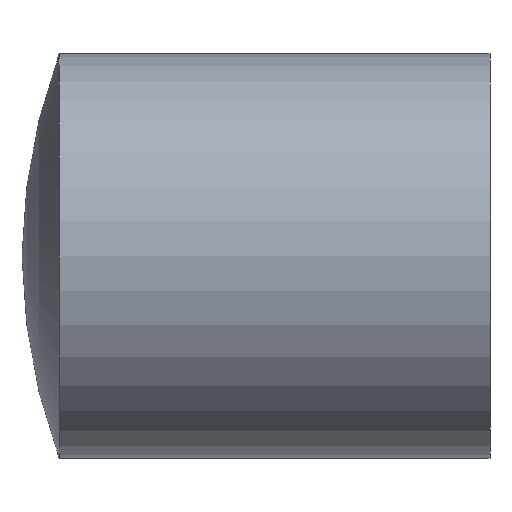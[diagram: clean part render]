
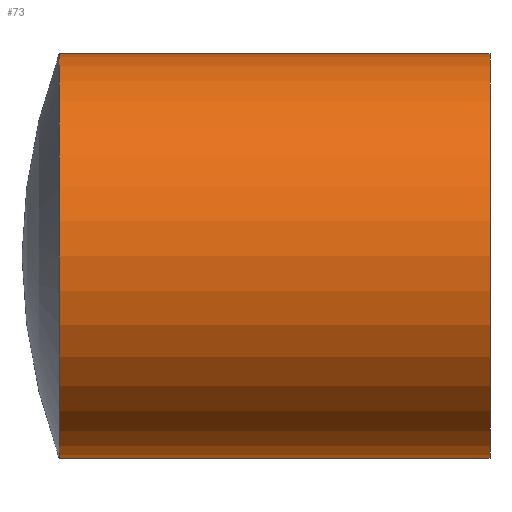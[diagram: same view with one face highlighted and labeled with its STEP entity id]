
A CAD part, left-side view. The second image highlights one B-rep face of the part: STEP entity #73.
In plain terms, the highlighted cylindrical face has radius 31.5 mm (diameter 63 mm), a partial arc.
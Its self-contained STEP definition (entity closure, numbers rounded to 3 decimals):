
#5 = ORIENTED_EDGE ( 'NONE', *, *, #51, .F. ) ;
#19 = CARTESIAN_POINT ( 'NONE',  ( 0., 67.143, 31.5 ) ) ;
#26 = ORIENTED_EDGE ( 'NONE', *, *, #144, .F. ) ;
#29 = VERTEX_POINT ( 'NONE', #36 ) ;
#33 = EDGE_LOOP ( 'NONE', ( #5, #293, #260, #26 ) ) ;
#36 = CARTESIAN_POINT ( 'NONE',  ( 0., 0., 31.5 ) ) ;
#39 = LINE ( 'NONE', #138, #162 ) ;
#43 = CARTESIAN_POINT ( 'NONE',  ( 0., 0., 0. ) ) ;
#45 = DIRECTION ( 'NONE',  ( 0., 0., -1. ) ) ;
#51 = EDGE_CURVE ( 'NONE', #150, #29, #63, .T. ) ;
#63 = LINE ( 'NONE', #163, #262 ) ;
#65 = CARTESIAN_POINT ( 'NONE',  ( 0., 0., 0. ) ) ;
#69 = CARTESIAN_POINT ( 'NONE',  ( 0., 67.143, -31.5 ) ) ;
#73 = ADVANCED_FACE ( 'NONE', ( #188 ), #280, .T. ) ;
#81 = AXIS2_PLACEMENT_3D ( 'NONE', #167, #268, #45 ) ;
#85 = EDGE_CURVE ( 'NONE', #157, #103, #39, .T. ) ;
#86 = CIRCLE ( 'NONE', #81, 31.5 ) ;
#95 = AXIS2_PLACEMENT_3D ( 'NONE', #43, #142, #245 ) ;
#100 = CIRCLE ( 'NONE', #95, 31.5 ) ;
#103 = VERTEX_POINT ( 'NONE', #266 ) ;
#118 = AXIS2_PLACEMENT_3D ( 'NONE', #65, #164, #265 ) ;
#138 = CARTESIAN_POINT ( 'NONE',  ( 0., 0., -31.5 ) ) ;
#142 = DIRECTION ( 'NONE',  ( 0., -1., 0. ) ) ;
#144 = EDGE_CURVE ( 'NONE', #29, #103, #100, .T. ) ;
#150 = VERTEX_POINT ( 'NONE', #19 ) ;
#157 = VERTEX_POINT ( 'NONE', #69 ) ;
#160 = EDGE_CURVE ( 'NONE', #150, #157, #86, .T. ) ;
#162 = VECTOR ( 'NONE', #240, 1000. ) ;
#163 = CARTESIAN_POINT ( 'NONE',  ( 0., 0., 31.5 ) ) ;
#164 = DIRECTION ( 'NONE',  ( 0., -1., 0. ) ) ;
#167 = CARTESIAN_POINT ( 'NONE',  ( 0., 67.143, 0. ) ) ;
#188 = FACE_OUTER_BOUND ( 'NONE', #33, .T. ) ;
#240 = DIRECTION ( 'NONE',  ( 0., -1., 0. ) ) ;
#245 = DIRECTION ( 'NONE',  ( 0., 0., -1. ) ) ;
#260 = ORIENTED_EDGE ( 'NONE', *, *, #85, .T. ) ;
#262 = VECTOR ( 'NONE', #264, 1000. ) ;
#264 = DIRECTION ( 'NONE',  ( 0., -1., 0. ) ) ;
#265 = DIRECTION ( 'NONE',  ( 0., 0., -1. ) ) ;
#266 = CARTESIAN_POINT ( 'NONE',  ( 0., 0., -31.5 ) ) ;
#268 = DIRECTION ( 'NONE',  ( 0., -1., 0. ) ) ;
#280 = CYLINDRICAL_SURFACE ( 'NONE', #118, 31.5 ) ;
#293 = ORIENTED_EDGE ( 'NONE', *, *, #160, .T. ) ;
